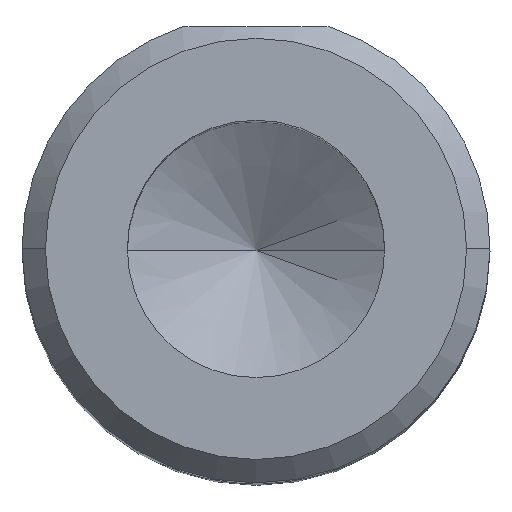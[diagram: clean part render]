
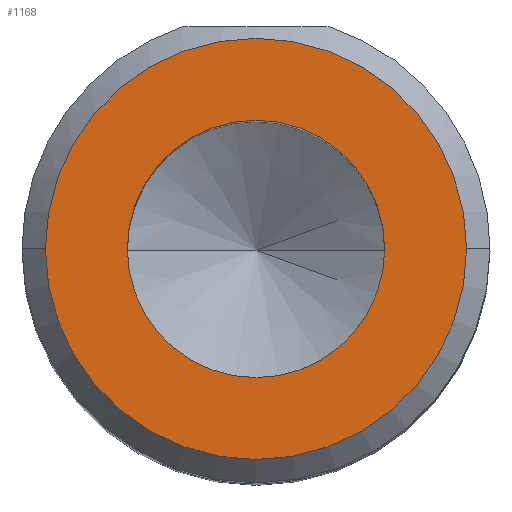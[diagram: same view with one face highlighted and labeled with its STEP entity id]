
A CAD part, top view. The second image highlights one B-rep face of the part: STEP entity #1168.
In plain terms, the highlighted planar face has unit normal (0, 0, 1).
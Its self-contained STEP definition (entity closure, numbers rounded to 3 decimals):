
#7 = AXIS2_PLACEMENT_3D ( 'NONE', #315, #969, #408 ) ;
#43 = CARTESIAN_POINT ( 'NONE',  ( 1.65, 0., 10. ) ) ;
#53 = CARTESIAN_POINT ( 'NONE',  ( 0., 0., 10. ) ) ;
#62 = CARTESIAN_POINT ( 'NONE',  ( -2.7, 0., 10. ) ) ;
#70 = AXIS2_PLACEMENT_3D ( 'NONE', #576, #1254, #672 ) ;
#161 = DIRECTION ( 'NONE',  ( 1., 0., 0. ) ) ;
#245 = FACE_BOUND ( 'NONE', #740, .T. ) ;
#261 = CARTESIAN_POINT ( 'NONE',  ( 0., 0., 10. ) ) ;
#272 = VERTEX_POINT ( 'NONE', #62 ) ;
#315 = CARTESIAN_POINT ( 'NONE',  ( 0., 0., 10. ) ) ;
#322 = ORIENTED_EDGE ( 'NONE', *, *, #1253, .F. ) ;
#324 = PLANE ( 'NONE',  #501 ) ;
#350 = DIRECTION ( 'NONE',  ( 1., 0., 0. ) ) ;
#398 = CIRCLE ( 'NONE', #7, 1.65 ) ;
#408 = DIRECTION ( 'NONE',  ( 1., 0., 0. ) ) ;
#416 = DIRECTION ( 'NONE',  ( 1., 0., 0. ) ) ;
#435 = EDGE_LOOP ( 'NONE', ( #677, #1020 ) ) ;
#440 = AXIS2_PLACEMENT_3D ( 'NONE', #261, #903, #350 ) ;
#458 = CIRCLE ( 'NONE', #70, 2.7 ) ;
#501 = AXIS2_PLACEMENT_3D ( 'NONE', #592, #977, #416 ) ;
#502 = VERTEX_POINT ( 'NONE', #43 ) ;
#576 = CARTESIAN_POINT ( 'NONE',  ( 0., 0., 10. ) ) ;
#592 = CARTESIAN_POINT ( 'NONE',  ( 0., 0., 10. ) ) ;
#643 = CIRCLE ( 'NONE', #750, 1.65 ) ;
#672 = DIRECTION ( 'NONE',  ( 1., 0., 0. ) ) ;
#676 = CIRCLE ( 'NONE', #440, 2.7 ) ;
#677 = ORIENTED_EDGE ( 'NONE', *, *, #1229, .T. ) ;
#721 = DIRECTION ( 'NONE',  ( 0., 0., 1. ) ) ;
#740 = EDGE_LOOP ( 'NONE', ( #322, #1014 ) ) ;
#750 = AXIS2_PLACEMENT_3D ( 'NONE', #53, #721, #161 ) ;
#840 = CARTESIAN_POINT ( 'NONE',  ( 2.7, 0., 10. ) ) ;
#867 = VERTEX_POINT ( 'NONE', #840 ) ;
#900 = EDGE_CURVE ( 'NONE', #867, #272, #458, .T. ) ;
#903 = DIRECTION ( 'NONE',  ( 0., 0., 1. ) ) ;
#952 = EDGE_CURVE ( 'NONE', #1193, #502, #398, .T. ) ;
#956 = FACE_OUTER_BOUND ( 'NONE', #435, .T. ) ;
#969 = DIRECTION ( 'NONE',  ( 0., 0., 1. ) ) ;
#977 = DIRECTION ( 'NONE',  ( 0., 0., 1. ) ) ;
#1014 = ORIENTED_EDGE ( 'NONE', *, *, #952, .F. ) ;
#1020 = ORIENTED_EDGE ( 'NONE', *, *, #900, .T. ) ;
#1168 = ADVANCED_FACE ( 'NONE', ( #956, #245 ), #324, .T. ) ;
#1193 = VERTEX_POINT ( 'NONE', #1194 ) ;
#1194 = CARTESIAN_POINT ( 'NONE',  ( -1.65, 0., 10. ) ) ;
#1229 = EDGE_CURVE ( 'NONE', #272, #867, #676, .T. ) ;
#1253 = EDGE_CURVE ( 'NONE', #502, #1193, #643, .T. ) ;
#1254 = DIRECTION ( 'NONE',  ( 0., 0., 1. ) ) ;
